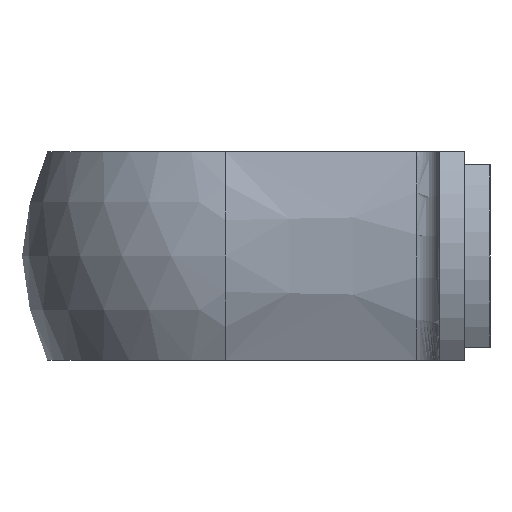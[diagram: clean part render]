
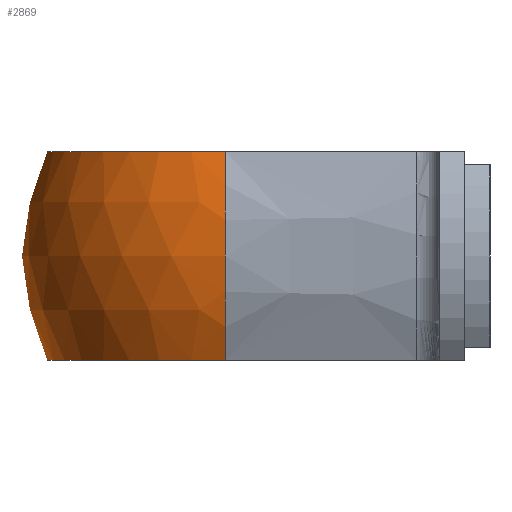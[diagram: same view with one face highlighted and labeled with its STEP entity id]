
A CAD part, left-side view. The second image highlights one B-rep face of the part: STEP entity #2869.
In plain terms, the highlighted spherical face has radius 14.224 mm.
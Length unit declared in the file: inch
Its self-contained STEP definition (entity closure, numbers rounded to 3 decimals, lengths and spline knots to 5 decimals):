
#768=FACE_OUTER_BOUND('',#939,.T.);
#939=EDGE_LOOP('',(#2264,#2265,#2266,#2267));
#1124=CIRCLE('',#3102,0.55521);
#1125=CIRCLE('',#3103,0.5011);
#1126=CIRCLE('',#3104,0.55521);
#1127=CIRCLE('',#3105,0.5011);
#1326=VERTEX_POINT('',#4810);
#1327=VERTEX_POINT('',#4811);
#1328=VERTEX_POINT('',#4813);
#1329=VERTEX_POINT('',#4815);
#1670=EDGE_CURVE('',#1326,#1327,#1124,.T.);
#1671=EDGE_CURVE('',#1327,#1328,#1125,.T.);
#1672=EDGE_CURVE('',#1328,#1329,#1126,.T.);
#1673=EDGE_CURVE('',#1329,#1326,#1127,.T.);
#2264=ORIENTED_EDGE('',*,*,#1670,.T.);
#2265=ORIENTED_EDGE('',*,*,#1671,.T.);
#2266=ORIENTED_EDGE('',*,*,#1672,.T.);
#2267=ORIENTED_EDGE('',*,*,#1673,.T.);
#2811=SPHERICAL_SURFACE('',#3101,0.56);
#2869=ADVANCED_FACE('',(#768),#2811,.T.);
#3101=AXIS2_PLACEMENT_3D('',#4809,#3614,#3615);
#3102=AXIS2_PLACEMENT_3D('',#4812,#3616,#3617);
#3103=AXIS2_PLACEMENT_3D('',#4814,#3618,#3619);
#3104=AXIS2_PLACEMENT_3D('',#4816,#3620,#3621);
#3105=AXIS2_PLACEMENT_3D('',#4817,#3622,#3623);
#3614=DIRECTION('center_axis',(0.,0.,-1.));
#3615=DIRECTION('ref_axis',(1.,0.,0.));
#3616=DIRECTION('center_axis',(0.,1.,0.));
#3617=DIRECTION('ref_axis',(0.,0.,1.));
#3618=DIRECTION('center_axis',(0.,0.,-1.));
#3619=DIRECTION('ref_axis',(-1.,0.,0.));
#3620=DIRECTION('center_axis',(0.,1.,0.));
#3621=DIRECTION('ref_axis',(0.,0.,1.));
#3622=DIRECTION('center_axis',(0.,0.,1.));
#3623=DIRECTION('ref_axis',(1.,0.,0.));
#4809=CARTESIAN_POINT('Origin',(0.,0.5,0.));
#4810=CARTESIAN_POINT('',(-0.49574,0.57309,-0.25));
#4811=CARTESIAN_POINT('',(-0.49574,0.57309,0.25));
#4812=CARTESIAN_POINT('Origin',(0.,0.57309,0.));
#4813=CARTESIAN_POINT('',(0.49574,0.57309,0.25));
#4814=CARTESIAN_POINT('Origin',(0.,0.5,0.25));
#4815=CARTESIAN_POINT('',(0.49574,0.57309,-0.25));
#4816=CARTESIAN_POINT('Origin',(0.,0.57309,0.));
#4817=CARTESIAN_POINT('Origin',(0.,0.5,-0.25));
